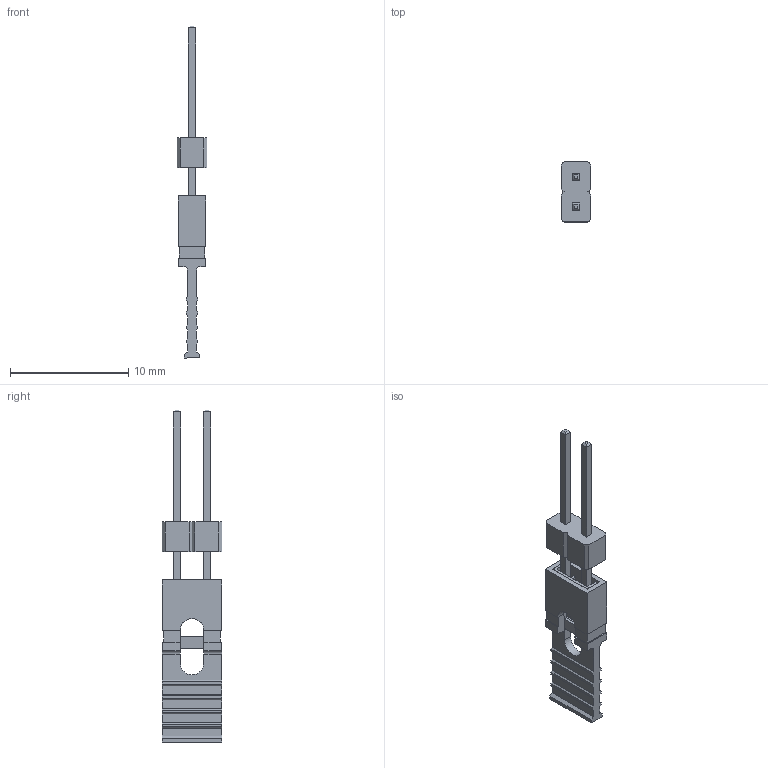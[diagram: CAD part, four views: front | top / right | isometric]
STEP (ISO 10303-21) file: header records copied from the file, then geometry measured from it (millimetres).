
FILE_DESCRIPTION(/* description */ ('','CAx-IF Rec.Pracs.---Representation and Presentation of Product Manufacturing Information (PMI)---4.0---2014-10-13'),/* implementation_level */ '2;1');
FILE_NAME(/* name */ 'Jumper_1x2_P2.54mm_Vertical.step',/* time_stamp */ '2024-11-25T18:58:58+01:00',/* author */ (''),/* organization */ (''),/* preprocessor_version */ 'ST-DEVELOPER v20',/* originating_system */ 'Autodesk Translation Framework v13.20.0.188',/* authorisation */ '');
FILE_SCHEMA (('AP242_MANAGED_MODEL_BASED_3D_ENGINEERING_MIM_LF { 1 0 10303 442 1 1 4 }'));
Length unit declared in the file: millimetre
Products named in the file (2): PinHeader_1x5_P2.54mm_Vertical; Document
Assembly tree (1 placements, depth 2):
  PinHeader_1x5_P2.54mm_Vertical
    Document
Bounding box: 2.54 x 5.08 x 28.13 mm (x, y, z)
Volume: 111.5 mm3; surface area: 453.6 mm2
Topology: 3 solids, 3 shells, 237 faces, 632 edges, 402 vertices
Faces by surface type: plane 188, cylinder 47, bspline 2
Entity records: 7423 total; most frequent: CARTESIAN_POINT 1392, ORIENTED_EDGE 1264, DIRECTION 1184, EDGE_CURVE 632, LINE 524, VECTOR 524, VERTEX_POINT 402, AXIS2_PLACEMENT_3D 330
